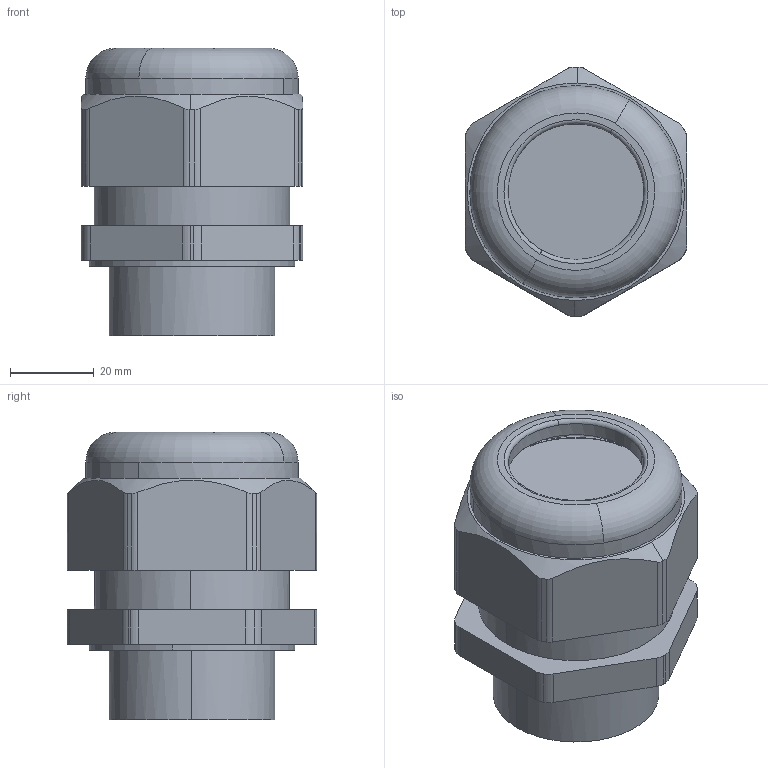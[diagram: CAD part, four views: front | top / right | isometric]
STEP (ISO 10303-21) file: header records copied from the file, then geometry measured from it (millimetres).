
FILE_DESCRIPTION(('CATIA V5R24 STEP','CAx-IF Rec.Pracs.--- Model Styling and Organization---1.2---2011-12-15'),'2;1');
FILE_NAME ('D1452112_0_1461180000_1461180000.stp','2018-03-16T06:15:30+00:00',('none'),('Weidmueller'),'CATIA Version 5-6 Release 2014 SP4 HF52','CATIA V5 STEP AP214','none');
FILE_SCHEMA(('AUTOMOTIVE_DESIGN { 1 0 10303 214 1 1 1 1 }'));
Length unit declared in the file: millimetre
Products named in the file (1): 1461180000_VG_M40_EXE_SW
Bounding box: 53 x 59.7 x 68.72 mm (x, y, z)
Volume: 73582.2 mm3; surface area: 37997.3 mm2
Topology: 4 solids, 4 shells, 102 faces, 259 edges, 172 vertices
Faces by surface type: cylinder 57, plane 33, torus 8, cone 4
Entity records: 3494 total; most frequent: CARTESIAN_POINT 1024, ORIENTED_EDGE 518, DIRECTION 410, EDGE_CURVE 259, AXIS2_PLACEMENT_3D 208, VERTEX_POINT 172, EDGE_LOOP 115, CIRCLE 108
